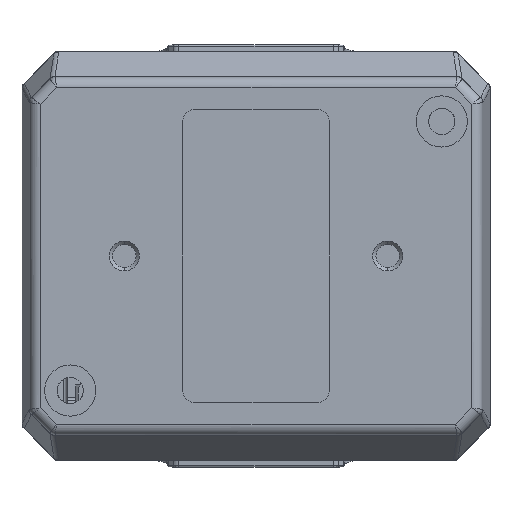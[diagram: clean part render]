
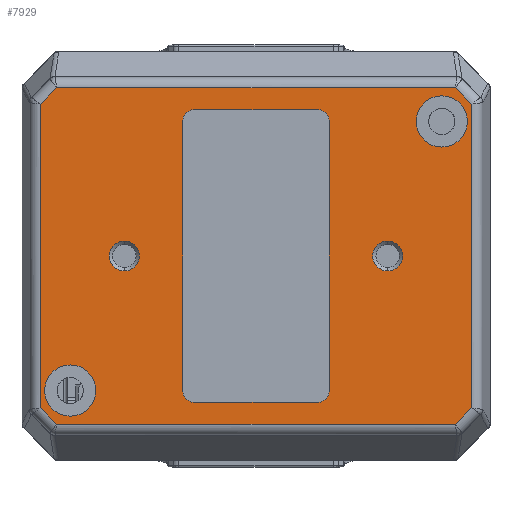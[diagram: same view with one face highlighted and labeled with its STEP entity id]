
A CAD part, front view. The second image highlights one B-rep face of the part: STEP entity #7929.
In plain terms, the highlighted planar face has unit normal (0, -1, 0).
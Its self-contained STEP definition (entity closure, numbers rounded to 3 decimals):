
#6=DIRECTION('',(1.,0.,0.));
#7=VECTOR('',#6,27.267);
#8=CARTESIAN_POINT('',(-13.634,-5.,11.5));
#9=LINE('',#8,#7);
#34=DIRECTION('',(-0.707,0.,-0.707));
#35=VECTOR('',#34,1.579);
#36=CARTESIAN_POINT('',(-13.634,-5.,11.5));
#37=LINE('',#36,#35);
#38=DIRECTION('',(-0.707,0.,0.707));
#39=VECTOR('',#38,1.579);
#40=CARTESIAN_POINT('',(14.75,-5.,10.384));
#41=LINE('',#40,#39);
#42=DIRECTION('',(0.707,0.,0.707));
#43=VECTOR('',#42,1.579);
#44=CARTESIAN_POINT('',(13.634,-5.,-11.5));
#45=LINE('',#44,#43);
#46=DIRECTION('',(0.707,0.,-0.707));
#47=VECTOR('',#46,1.579);
#48=CARTESIAN_POINT('',(-14.75,-5.,-10.384));
#49=LINE('',#48,#47);
#50=DIRECTION('',(0.,0.,1.));
#51=VECTOR('',#50,18.5);
#52=CARTESIAN_POINT('',(-5.,-5.,-9.25));
#53=LINE('',#52,#51);
#54=CARTESIAN_POINT('',(-4.25,-5.,-9.25));
#55=DIRECTION('',(0.,1.,0.));
#56=DIRECTION('',(0.,0.,-1.));
#57=AXIS2_PLACEMENT_3D('',#54,#55,#56);
#59=DIRECTION('',(-1.,0.,0.));
#60=VECTOR('',#59,8.5);
#61=CARTESIAN_POINT('',(4.25,-5.,-10.));
#62=LINE('',#61,#60);
#63=CARTESIAN_POINT('',(4.25,-5.,-9.25));
#64=DIRECTION('',(0.,1.,0.));
#65=DIRECTION('',(1.,0.,0.));
#66=AXIS2_PLACEMENT_3D('',#63,#64,#65);
#68=DIRECTION('',(0.,0.,-1.));
#69=VECTOR('',#68,18.5);
#70=CARTESIAN_POINT('',(5.,-5.,9.25));
#71=LINE('',#70,#69);
#72=CARTESIAN_POINT('',(4.25,-5.,9.25));
#73=DIRECTION('',(0.,1.,0.));
#74=DIRECTION('',(0.,0.,1.));
#75=AXIS2_PLACEMENT_3D('',#72,#73,#74);
#77=DIRECTION('',(1.,0.,0.));
#78=VECTOR('',#77,8.5);
#79=CARTESIAN_POINT('',(-4.25,-5.,10.));
#80=LINE('',#79,#78);
#81=CARTESIAN_POINT('',(-4.25,-5.,9.25));
#82=DIRECTION('',(0.,1.,0.));
#83=DIRECTION('',(-1.,0.,0.));
#84=AXIS2_PLACEMENT_3D('',#81,#82,#83);
#86=CARTESIAN_POINT('',(-12.7,-5.,-9.2));
#87=DIRECTION('',(0.,1.,0.));
#88=DIRECTION('',(0.,0.,1.));
#89=AXIS2_PLACEMENT_3D('',#86,#87,#88);
#91=CARTESIAN_POINT('',(-12.7,-5.,-9.2));
#92=DIRECTION('',(0.,1.,0.));
#93=DIRECTION('',(0.,0.,-1.));
#94=AXIS2_PLACEMENT_3D('',#91,#92,#93);
#96=CARTESIAN_POINT('',(12.7,-5.,9.2));
#97=DIRECTION('',(0.,1.,0.));
#98=DIRECTION('',(0.,0.,1.));
#99=AXIS2_PLACEMENT_3D('',#96,#97,#98);
#101=CARTESIAN_POINT('',(12.7,-5.,9.2));
#102=DIRECTION('',(0.,1.,0.));
#103=DIRECTION('',(0.,0.,-1.));
#104=AXIS2_PLACEMENT_3D('',#101,#102,#103);
#106=CARTESIAN_POINT('',(-9.,-5.,0.));
#107=DIRECTION('',(0.,1.,0.));
#108=DIRECTION('',(0.,0.,1.));
#109=AXIS2_PLACEMENT_3D('',#106,#107,#108);
#111=CARTESIAN_POINT('',(-9.,-5.,0.));
#112=DIRECTION('',(0.,1.,0.));
#113=DIRECTION('',(0.,0.,-1.));
#114=AXIS2_PLACEMENT_3D('',#111,#112,#113);
#116=CARTESIAN_POINT('',(9.,-5.,0.));
#117=DIRECTION('',(0.,1.,0.));
#118=DIRECTION('',(0.,0.,-1.));
#119=AXIS2_PLACEMENT_3D('',#116,#117,#118);
#121=CARTESIAN_POINT('',(9.,-5.,0.));
#122=DIRECTION('',(0.,1.,0.));
#123=DIRECTION('',(0.,0.,1.));
#124=AXIS2_PLACEMENT_3D('',#121,#122,#123);
#126=CARTESIAN_POINT('',(-13.634,-5.,11.5));
#144=CARTESIAN_POINT('',(-14.75,-5.,10.384));
#165=DIRECTION('',(0.,0.,1.));
#166=VECTOR('',#165,20.767);
#167=CARTESIAN_POINT('',(-14.75,-5.,-10.384));
#168=LINE('',#167,#166);
#202=CARTESIAN_POINT('',(-14.75,-5.,-10.384));
#221=CARTESIAN_POINT('',(-13.634,-5.,-11.5));
#231=DIRECTION('',(-1.,0.,0.));
#232=VECTOR('',#231,27.267);
#233=CARTESIAN_POINT('',(13.634,-5.,-11.5));
#234=LINE('',#233,#232);
#243=CARTESIAN_POINT('',(13.634,-5.,-11.5));
#3629=CARTESIAN_POINT('',(14.75,-5.,-10.384));
#3639=DIRECTION('',(0.,0.,-1.));
#3640=VECTOR('',#3639,20.767);
#3641=CARTESIAN_POINT('',(14.75,-5.,10.384));
#3642=LINE('',#3641,#3640);
#6683=VERTEX_POINT('',#126);
#6751=CARTESIAN_POINT('',(9.,-5.,1.025));
#6752=VERTEX_POINT('',#6751);
#6820=CARTESIAN_POINT('',(-9.,-5.,1.025));
#6821=CARTESIAN_POINT('',(-9.,-5.,-1.025));
#6822=VERTEX_POINT('',#6820);
#6823=VERTEX_POINT('',#6821);
#6835=VERTEX_POINT('',#221);
#6850=CARTESIAN_POINT('',(-12.7,-5.,-10.95));
#6851=CARTESIAN_POINT('',(-12.7,-5.,-7.45));
#6852=VERTEX_POINT('',#6850);
#6853=VERTEX_POINT('',#6851);
#6854=CARTESIAN_POINT('',(5.,-5.,-9.25));
#6856=VERTEX_POINT('',#6854);
#6874=CARTESIAN_POINT('',(14.75,-5.,10.384));
#6875=CARTESIAN_POINT('',(13.634,-5.,11.5));
#6876=VERTEX_POINT('',#6874);
#6877=VERTEX_POINT('',#6875);
#6943=CARTESIAN_POINT('',(-4.25,-5.,-10.));
#6944=CARTESIAN_POINT('',(-5.,-5.,-9.25));
#6945=VERTEX_POINT('',#6943);
#6946=VERTEX_POINT('',#6944);
#6955=CARTESIAN_POINT('',(4.25,-5.,-10.));
#6956=VERTEX_POINT('',#6955);
#6958=VERTEX_POINT('',#243);
#7004=CARTESIAN_POINT('',(-5.,-5.,9.25));
#7005=CARTESIAN_POINT('',(-4.25,-5.,10.));
#7006=VERTEX_POINT('',#7004);
#7007=VERTEX_POINT('',#7005);
#7014=CARTESIAN_POINT('',(9.,-5.,-1.025));
#7015=VERTEX_POINT('',#7014);
#7034=VERTEX_POINT('',#3629);
#7084=VERTEX_POINT('',#144);
#7089=CARTESIAN_POINT('',(5.,-5.,9.25));
#7090=VERTEX_POINT('',#7089);
#7172=VERTEX_POINT('',#202);
#7255=CARTESIAN_POINT('',(4.25,-5.,10.));
#7256=VERTEX_POINT('',#7255);
#7313=CARTESIAN_POINT('',(12.7,-5.,10.95));
#7314=VERTEX_POINT('',#7313);
#7334=CARTESIAN_POINT('',(12.7,-5.,7.45));
#7335=VERTEX_POINT('',#7334);
#7865=CARTESIAN_POINT('',(0.,-5.,0.));
#7866=DIRECTION('',(0.,-1.,0.));
#7867=DIRECTION('',(0.,0.,-1.));
#7868=AXIS2_PLACEMENT_3D('',#7865,#7866,#7867);
#7869=PLANE('',#7868);
#7871=ORIENTED_EDGE('',*,*,#7870,.F.);
#7872=ORIENTED_EDGE('',*,*,#7855,.T.);
#7874=ORIENTED_EDGE('',*,*,#7873,.F.);
#7876=ORIENTED_EDGE('',*,*,#7875,.T.);
#7878=ORIENTED_EDGE('',*,*,#7877,.F.);
#7880=ORIENTED_EDGE('',*,*,#7879,.T.);
#7882=ORIENTED_EDGE('',*,*,#7881,.F.);
#7884=ORIENTED_EDGE('',*,*,#7883,.T.);
#7885=EDGE_LOOP('',(#7871,#7872,#7874,#7876,#7878,#7880,#7882,#7884));
#7886=FACE_OUTER_BOUND('',#7885,.F.);
#7888=ORIENTED_EDGE('',*,*,#7887,.F.);
#7890=ORIENTED_EDGE('',*,*,#7889,.F.);
#7892=ORIENTED_EDGE('',*,*,#7891,.F.);
#7894=ORIENTED_EDGE('',*,*,#7893,.F.);
#7896=ORIENTED_EDGE('',*,*,#7895,.F.);
#7898=ORIENTED_EDGE('',*,*,#7897,.F.);
#7900=ORIENTED_EDGE('',*,*,#7899,.F.);
#7902=ORIENTED_EDGE('',*,*,#7901,.F.);
#7903=EDGE_LOOP('',(#7888,#7890,#7892,#7894,#7896,#7898,#7900,#7902));
#7904=FACE_BOUND('',#7903,.F.);
#7906=ORIENTED_EDGE('',*,*,#7905,.F.);
#7908=ORIENTED_EDGE('',*,*,#7907,.F.);
#7909=EDGE_LOOP('',(#7906,#7908));
#7910=FACE_BOUND('',#7909,.F.);
#7912=ORIENTED_EDGE('',*,*,#7911,.F.);
#7914=ORIENTED_EDGE('',*,*,#7913,.F.);
#7915=EDGE_LOOP('',(#7912,#7914));
#7916=FACE_BOUND('',#7915,.F.);
#7918=ORIENTED_EDGE('',*,*,#7917,.F.);
#7920=ORIENTED_EDGE('',*,*,#7919,.F.);
#7921=EDGE_LOOP('',(#7918,#7920));
#7922=FACE_BOUND('',#7921,.F.);
#7924=ORIENTED_EDGE('',*,*,#7923,.F.);
#7926=ORIENTED_EDGE('',*,*,#7925,.F.);
#7927=EDGE_LOOP('',(#7924,#7926));
#7928=FACE_BOUND('',#7927,.F.);
#7929=ADVANCED_FACE('',(#7886,#7904,#7910,#7916,#7922,#7928),#7869,.T.);
#58=CIRCLE('',#57,0.75);
#67=CIRCLE('',#66,0.75);
#76=CIRCLE('',#75,0.75);
#85=CIRCLE('',#84,0.75);
#90=CIRCLE('',#89,1.75);
#95=CIRCLE('',#94,1.75);
#100=CIRCLE('',#99,1.75);
#105=CIRCLE('',#104,1.75);
#110=CIRCLE('',#109,1.025);
#115=CIRCLE('',#114,1.025);
#120=CIRCLE('',#119,1.025);
#125=CIRCLE('',#124,1.025);
#7855=EDGE_CURVE('',#6683,#6877,#9,.T.);
#7870=EDGE_CURVE('',#6683,#7084,#37,.T.);
#7873=EDGE_CURVE('',#6876,#6877,#41,.T.);
#7875=EDGE_CURVE('',#6876,#7034,#3642,.T.);
#7877=EDGE_CURVE('',#6958,#7034,#45,.T.);
#7879=EDGE_CURVE('',#6958,#6835,#234,.T.);
#7881=EDGE_CURVE('',#7172,#6835,#49,.T.);
#7883=EDGE_CURVE('',#7172,#7084,#168,.T.);
#7887=EDGE_CURVE('',#6946,#7006,#53,.T.);
#7889=EDGE_CURVE('',#6945,#6946,#58,.T.);
#7891=EDGE_CURVE('',#6956,#6945,#62,.T.);
#7893=EDGE_CURVE('',#6856,#6956,#67,.T.);
#7895=EDGE_CURVE('',#7090,#6856,#71,.T.);
#7897=EDGE_CURVE('',#7256,#7090,#76,.T.);
#7899=EDGE_CURVE('',#7007,#7256,#80,.T.);
#7901=EDGE_CURVE('',#7006,#7007,#85,.T.);
#7905=EDGE_CURVE('',#6853,#6852,#90,.T.);
#7907=EDGE_CURVE('',#6852,#6853,#95,.T.);
#7911=EDGE_CURVE('',#7314,#7335,#100,.T.);
#7913=EDGE_CURVE('',#7335,#7314,#105,.T.);
#7917=EDGE_CURVE('',#6822,#6823,#110,.T.);
#7919=EDGE_CURVE('',#6823,#6822,#115,.T.);
#7923=EDGE_CURVE('',#7015,#6752,#120,.T.);
#7925=EDGE_CURVE('',#6752,#7015,#125,.T.);
